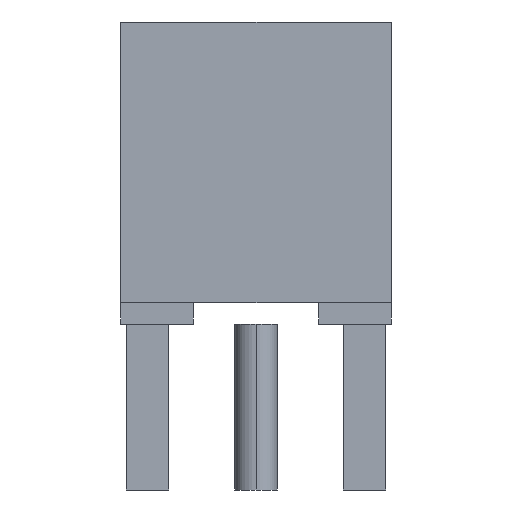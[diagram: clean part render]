
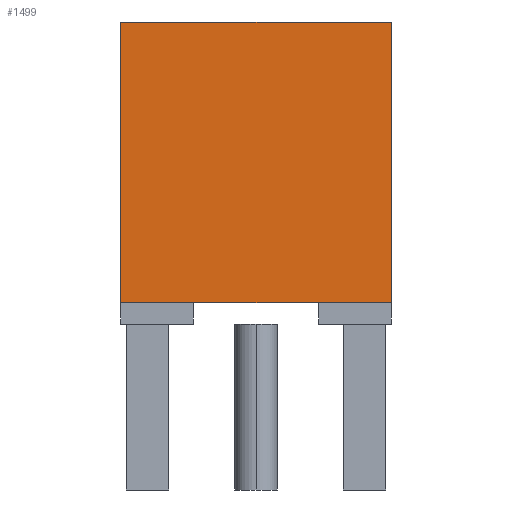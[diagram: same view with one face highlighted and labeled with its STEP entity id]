
A CAD part, left-side view. The second image highlights one B-rep face of the part: STEP entity #1499.
In plain terms, the highlighted planar face has unit normal (-1, 0, 0).
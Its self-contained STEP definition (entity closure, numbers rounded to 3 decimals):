
#1460=CARTESIAN_POINT('',(-3.175,-3.175,0.5));
#1461=DIRECTION('',(-1.0,0.0,0.0));
#1462=DIRECTION('',(0.0,0.0,-1.0));
#1463=AXIS2_PLACEMENT_3D('',#1460,#1461,#1462);
#1464=PLANE('',#1463);
#1465=CARTESIAN_POINT('',(-3.175,-3.175,7.1));
#1466=VERTEX_POINT('',#1465);
#1467=CARTESIAN_POINT('',(-3.175,3.175,7.1));
#1468=VERTEX_POINT('',#1467);
#1469=CARTESIAN_POINT('',(-3.175,-3.175,7.1));
#1470=DIRECTION('',(0.0,1.0,0.0));
#1471=VECTOR('',#1470,6.35);
#1472=LINE('',#1469,#1471);
#1473=EDGE_CURVE('',#1466,#1468,#1472,.T.);
#1474=ORIENTED_EDGE('',*,*,#1473,.T.);
#1475=CARTESIAN_POINT('',(-3.175,3.175,0.5));
#1476=VERTEX_POINT('',#1475);
#1477=CARTESIAN_POINT('',(-3.175,3.175,0.5));
#1478=DIRECTION('',(0.0,0.0,1.0));
#1479=VECTOR('',#1478,6.6);
#1480=LINE('',#1477,#1479);
#1481=EDGE_CURVE('',#1476,#1468,#1480,.T.);
#1482=ORIENTED_EDGE('',*,*,#1481,.F.);
#1483=CARTESIAN_POINT('',(-3.175,-3.175,0.5));
#1484=VERTEX_POINT('',#1483);
#1485=CARTESIAN_POINT('',(-3.175,3.175,0.5));
#1486=DIRECTION('',(0.0,-1.0,0.0));
#1487=VECTOR('',#1486,6.35);
#1488=LINE('',#1485,#1487);
#1489=EDGE_CURVE('',#1476,#1484,#1488,.T.);
#1490=ORIENTED_EDGE('',*,*,#1489,.T.);
#1491=CARTESIAN_POINT('',(-3.175,-3.175,0.5));
#1492=DIRECTION('',(0.0,0.0,1.0));
#1493=VECTOR('',#1492,6.6);
#1494=LINE('',#1491,#1493);
#1495=EDGE_CURVE('',#1484,#1466,#1494,.T.);
#1496=ORIENTED_EDGE('',*,*,#1495,.T.);
#1497=EDGE_LOOP('',(#1474,#1482,#1490,#1496));
#1498=FACE_OUTER_BOUND('',#1497,.T.);
#1499=ADVANCED_FACE('',(#1498),#1464,.T.);
